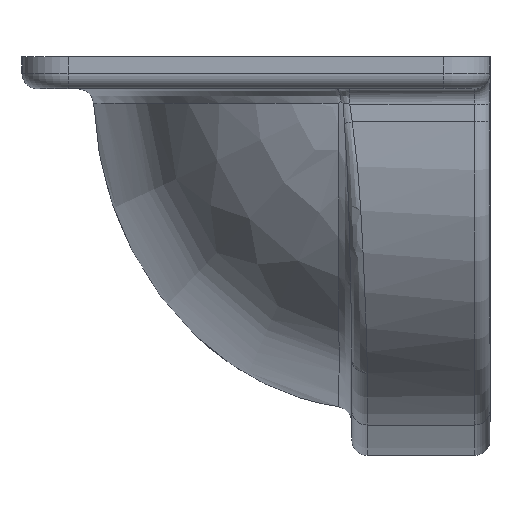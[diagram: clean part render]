
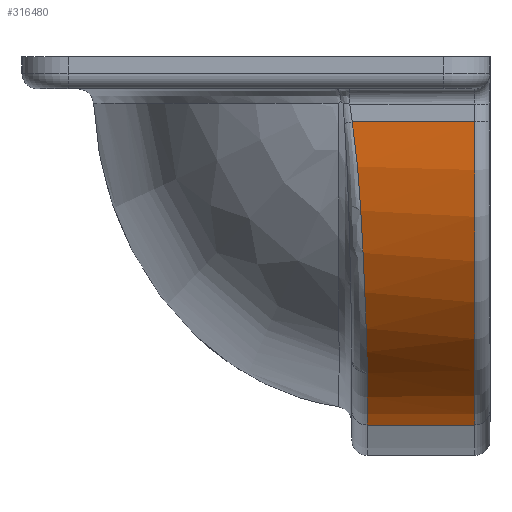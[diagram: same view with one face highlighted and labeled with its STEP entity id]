
A CAD part, left-side view. The second image highlights one B-rep face of the part: STEP entity #316480.
In plain terms, the highlighted cylindrical face has radius 20 mm (diameter 40 mm), a partial arc.
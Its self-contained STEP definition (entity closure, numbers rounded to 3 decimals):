
#210=CARTESIAN_POINT('',(-210.498,-69.5,
-26.596));
#220=VERTEX_POINT('',#210);
#250=CARTESIAN_POINT('',(-210.498,-78.4,
-26.596));
#260=DIRECTION('',(0.,1.,0.));
#270=VECTOR('',#260,1.);
#280=LINE('',#250,#270);
#290=CARTESIAN_POINT('',(-210.498,-76.5,
-26.596));
#300=VERTEX_POINT('',#290);
#310=EDGE_CURVE('',#300,#220,#280,.T.);
#285470=CARTESIAN_POINT('',(-227.407,-76.5,
-6.836));
#285480=VERTEX_POINT('',#285470);
#315430=CARTESIAN_POINT('',(-207.407,-76.5,
-6.836));
#315440=DIRECTION('',(0.,-1.,0.));
#315450=DIRECTION('',(1.,0.,-0.));
#315460=AXIS2_PLACEMENT_3D('',#315430,#315440,#315450);
#315470=CIRCLE('',#315460,20.);
#315480=EDGE_CURVE('',#285480,#300,#315470,.T.);
#315530=CARTESIAN_POINT('',(-207.407,-78.4,
-6.836));
#315540=DIRECTION('',(0.,1.,0.));
#315550=DIRECTION('',(-1.,0.,0.));
#315560=AXIS2_PLACEMENT_3D('',#315530,#315540,#315550);
#315570=CYLINDRICAL_SURFACE('',#315560,20.);
#315580=ORIENTED_EDGE('',*,*,#310,.F.);
#315590=CARTESIAN_POINT('',(-207.407,-69.5,
-6.836));
#315600=DIRECTION('',(0.,-1.,0.));
#315610=DIRECTION('',(1.,0.,-0.));
#315620=AXIS2_PLACEMENT_3D('',#315590,#315600,#315610);
#315630=CIRCLE('',#315620,20.);
#315640=CARTESIAN_POINT('',(-218.882,-69.5,
-23.216));
#315650=VERTEX_POINT('',#315640);
#315660=EDGE_CURVE('',#315650,#220,#315630,.T.);
#315670=ORIENTED_EDGE('',*,*,#315660,.T.);
#315680=CARTESIAN_POINT('',(-227.407,-68.525,
-6.836));
#315690=CARTESIAN_POINT('',(-227.407,-68.533,
-6.888));
#315700=CARTESIAN_POINT('',(-227.407,-68.542,
-6.94));
#315710=CARTESIAN_POINT('',(-227.406,-68.561,
-7.064));
#315720=CARTESIAN_POINT('',(-227.405,-68.572,
-7.136));
#315730=CARTESIAN_POINT('',(-227.402,-68.598,
-7.31));
#315740=CARTESIAN_POINT('',(-227.399,-68.612,
-7.412));
#315750=CARTESIAN_POINT('',(-227.392,-68.64,
-7.615));
#315760=CARTESIAN_POINT('',(-227.388,-68.653,
-7.717));
#315770=CARTESIAN_POINT('',(-227.378,-68.679,
-7.921));
#315780=CARTESIAN_POINT('',(-227.372,-68.691,
-8.023));
#315790=CARTESIAN_POINT('',(-227.352,-68.727,
-8.328));
#315800=CARTESIAN_POINT('',(-227.336,-68.749,
-8.532));
#315810=CARTESIAN_POINT('',(-227.297,-68.791,
-8.939));
#315820=CARTESIAN_POINT('',(-227.275,-68.811,
-9.142));
#315830=CARTESIAN_POINT('',(-227.223,-68.848,
-9.549));
#315840=CARTESIAN_POINT('',(-227.194,-68.866,
-9.752));
#315850=CARTESIAN_POINT('',(-227.146,-68.892,
-10.055));
#315860=CARTESIAN_POINT('',(-227.13,-68.9,
-10.156));
#315870=CARTESIAN_POINT('',(-227.095,-68.917,
-10.358));
#315880=CARTESIAN_POINT('',(-227.076,-68.925,
-10.459));
#315890=CARTESIAN_POINT('',(-227.019,-68.949,
-10.761));
#315900=CARTESIAN_POINT('',(-226.978,-68.964,
-10.962));
#315910=CARTESIAN_POINT('',(-226.844,-69.008,
-11.564));
#315920=CARTESIAN_POINT('',(-226.743,-69.035,
-11.962));
#315930=CARTESIAN_POINT('',(-226.516,-69.086,
-12.752));
#315940=CARTESIAN_POINT('',(-226.391,-69.11,
-13.143));
#315950=CARTESIAN_POINT('',(-226.115,-69.154,
-13.918));
#315960=CARTESIAN_POINT('',(-225.966,-69.175,
-14.302));
#315970=CARTESIAN_POINT('',(-225.643,-69.214,
-15.058));
#315980=CARTESIAN_POINT('',(-225.47,-69.232,
-15.432));
#315990=CARTESIAN_POINT('',(-225.101,-69.266,
-16.168));
#316000=CARTESIAN_POINT('',(-224.905,-69.283,
-16.531));
#316010=CARTESIAN_POINT('',(-224.594,-69.306,
-17.066));
#316020=CARTESIAN_POINT('',(-224.488,-69.313,
-17.242));
#316030=CARTESIAN_POINT('',(-224.269,-69.328,
-17.592));
#316040=CARTESIAN_POINT('',(-224.158,-69.335,
-17.766));
#316050=CARTESIAN_POINT('',(-223.929,-69.349,
-18.109));
#316060=CARTESIAN_POINT('',(-223.812,-69.356,
-18.278));
#316070=CARTESIAN_POINT('',(-223.572,-69.369,
-18.614));
#316080=CARTESIAN_POINT('',(-223.45,-69.375,
-18.78));
#316090=CARTESIAN_POINT('',(-223.075,-69.394,
-19.273));
#316100=CARTESIAN_POINT('',(-222.815,-69.406,
-19.593));
#316110=CARTESIAN_POINT('',(-222.411,-69.423,
-20.062));
#316120=CARTESIAN_POINT('',(-222.274,-69.428,
-20.216));
#316130=CARTESIAN_POINT('',(-221.995,-69.439,
-20.519));
#316140=CARTESIAN_POINT('',(-221.853,-69.444,
-20.669));
#316150=CARTESIAN_POINT('',(-221.565,-69.453,
-20.964));
#316160=CARTESIAN_POINT('',(-221.418,-69.458,
-21.109));
#316170=CARTESIAN_POINT('',(-221.121,-69.467,
-21.395));
#316180=CARTESIAN_POINT('',(-220.97,-69.471,
-21.536));
#316190=CARTESIAN_POINT('',(-220.664,-69.478,
-21.812));
#316200=CARTESIAN_POINT('',(-220.509,-69.482,
-21.948));
#316210=CARTESIAN_POINT('',(-220.194,-69.488,
-22.215));
#316220=CARTESIAN_POINT('',(-220.035,-69.491,
-22.347));
#316230=CARTESIAN_POINT('',(-219.712,-69.495,
-22.604));
#316240=CARTESIAN_POINT('',(-219.549,-69.497,
-22.73));
#316250=CARTESIAN_POINT('',(-219.301,-69.499,
-22.915));
#316260=CARTESIAN_POINT('',(-219.218,-69.499,
-22.976));
#316270=CARTESIAN_POINT('',(-219.119,-69.5,
-23.048));
#316280=CARTESIAN_POINT('',(-219.103,-69.5,
-23.059));
#316290=CARTESIAN_POINT('',(-219.053,-69.5,
-23.095));
#316300=CARTESIAN_POINT('',(-219.019,-69.5,
-23.12));
#316310=CARTESIAN_POINT('',(-218.951,-69.5,
-23.168));
#316320=CARTESIAN_POINT('',(-218.916,-69.5,
-23.192));
#316330=CARTESIAN_POINT('',(-218.882,-69.5,
-23.216));
#316340=B_SPLINE_CURVE_WITH_KNOTS('',3,(#315680,#315690,#315700,#315710,
#315720,#315730,#315740,#315750,#315760,#315770,#315780,#315790,#315800,
#315810,#315820,#315830,#315840,#315850,#315860,#315870,#315880,#315890,
#315900,#315910,#315920,#315930,#315940,#315950,#315960,#315970,#315980,
#315990,#316000,#316010,#316020,#316030,#316040,#316050,#316060,#316070,
#316080,#316090,#316100,#316110,#316120,#316130,#316140,#316150,#316160,
#316170,#316180,#316190,#316200,#316210,#316220,#316230,#316240,#316250,
#316260,#316270,#316280,#316290,#316300,#316310,#316320,#316330),
.UNSPECIFIED.,.F.,.F.,(4,2,2,2,2,2,2,2,2,2,2,2,2,2,2,2,2,2,2,2,2,2,2,2,2
,2,2,2,2,2,2,2,4),(0.,0.155,0.371,
0.675,0.978,1.282,1.89,
2.499,3.109,3.413,3.718,
4.328,5.546,6.764,7.981,
9.197,10.414,11.022,11.63,
12.237,12.845,14.058,14.663,
15.269,15.873,16.477,17.08,
17.682,18.283,18.583,18.64,
18.761,18.883),.UNSPECIFIED.);
#316350=CARTESIAN_POINT('',(-227.407,-68.525,
-6.836));
#316360=VERTEX_POINT('',#316350);
#316370=EDGE_CURVE('',#316360,#315650,#316340,.T.);
#316380=ORIENTED_EDGE('',*,*,#316370,.T.);
#316390=CARTESIAN_POINT('',(-227.407,-78.4,
-6.836));
#316400=DIRECTION('',(0.,1.,0.));
#316410=VECTOR('',#316400,1.);
#316420=LINE('',#316390,#316410);
#316430=EDGE_CURVE('',#285480,#316360,#316420,.T.);
#316440=ORIENTED_EDGE('',*,*,#316430,.T.);
#316450=ORIENTED_EDGE('',*,*,#315480,.F.);
#316460=EDGE_LOOP('',(#316450,#316440,#316380,#315670,#315580));
#316470=FACE_OUTER_BOUND('',#316460,.T.);
#316480=ADVANCED_FACE('',(#316470),#315570,.T.);
